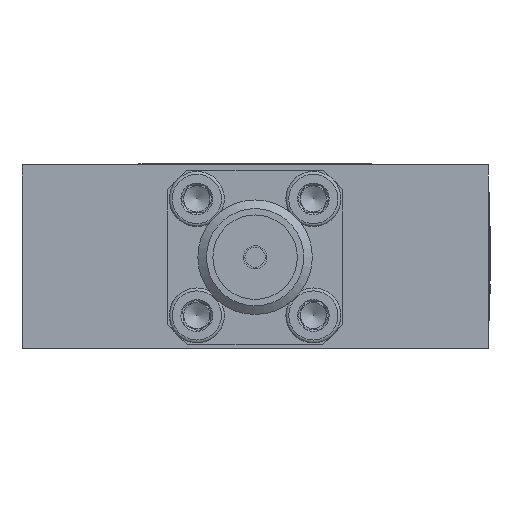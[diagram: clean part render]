
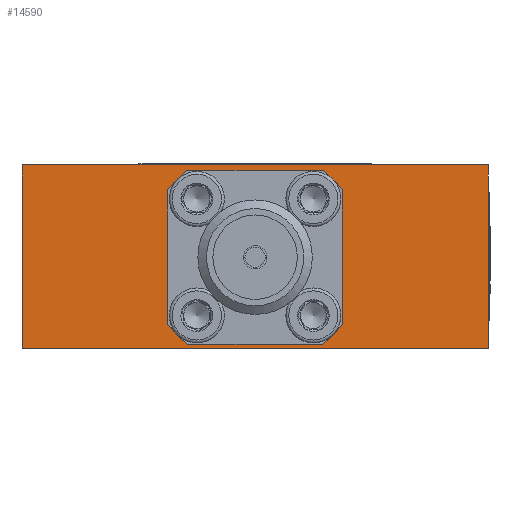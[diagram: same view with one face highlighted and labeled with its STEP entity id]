
A CAD part, left-side view. The second image highlights one B-rep face of the part: STEP entity #14590.
In plain terms, the highlighted planar face has unit normal (-1, 0, 0).
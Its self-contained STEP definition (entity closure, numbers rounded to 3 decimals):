
#134 = VERTEX_POINT ( 'NONE', #31776 ) ;
#567 = CARTESIAN_POINT ( 'NONE',  ( -12.7, -4.75, -5.091 ) ) ;
#1558 = VECTOR ( 'NONE', #17638, 1000. ) ;
#1899 = DIRECTION ( 'NONE',  ( 1., 0., 0. ) ) ;
#2342 = VERTEX_POINT ( 'NONE', #15252 ) ;
#2407 = CARTESIAN_POINT ( 'NONE',  ( -12.7, -12.7, -6.4 ) ) ;
#3420 = CARTESIAN_POINT ( 'NONE',  ( -12.7, -4.75, 2.241 ) ) ;
#4049 = DIRECTION ( 'NONE',  ( 1., 0., 0. ) ) ;
#4088 = DIRECTION ( 'NONE',  ( 0., -1., 0. ) ) ;
#4190 = AXIS2_PLACEMENT_3D ( 'NONE', #22587, #4049, #25666 ) ;
#5075 = DIRECTION ( 'NONE',  ( 0., 0., 1. ) ) ;
#5325 = LINE ( 'NONE', #10208, #37194 ) ;
#5699 = VERTEX_POINT ( 'NONE', #14377 ) ;
#5767 = VECTOR ( 'NONE', #13641, 1000. ) ;
#5772 = EDGE_CURVE ( 'NONE', #134, #14449, #15701, .T. ) ;
#6326 = ORIENTED_EDGE ( 'NONE', *, *, #27094, .T. ) ;
#6938 = EDGE_CURVE ( 'NONE', #2342, #38945, #28765, .T. ) ;
#8215 = DIRECTION ( 'NONE',  ( 0., 1., 0. ) ) ;
#8703 = FACE_OUTER_BOUND ( 'NONE', #29777, .T. ) ;
#8868 = FACE_BOUND ( 'NONE', #36276, .T. ) ;
#9312 = CARTESIAN_POINT ( 'NONE',  ( -12.7, 0., -1.425 ) ) ;
#9423 = VECTOR ( 'NONE', #4088, 1000. ) ;
#9873 = LINE ( 'NONE', #28582, #9423 ) ;
#9948 = DIRECTION ( 'NONE',  ( 1., 0., 0. ) ) ;
#10208 = CARTESIAN_POINT ( 'NONE',  ( -12.7, -12.7, -6.4 ) ) ;
#10315 = CARTESIAN_POINT ( 'NONE',  ( -12.7, 12.7, 3.6 ) ) ;
#10552 = CARTESIAN_POINT ( 'NONE',  ( -12.7, -4.75, -6.4 ) ) ;
#11233 = EDGE_CURVE ( 'NONE', #11811, #35799, #24977, .T. ) ;
#11488 = VECTOR ( 'NONE', #8215, 1000. ) ;
#11672 = VERTEX_POINT ( 'NONE', #39387 ) ;
#11811 = VERTEX_POINT ( 'NONE', #36922 ) ;
#11832 = VECTOR ( 'NONE', #5075, 1000. ) ;
#12428 = DIRECTION ( 'NONE',  ( 0., 1., 0. ) ) ;
#12964 = AXIS2_PLACEMENT_3D ( 'NONE', #39036, #14579, #36025 ) ;
#13049 = ORIENTED_EDGE ( 'NONE', *, *, #30258, .F. ) ;
#13641 = DIRECTION ( 'NONE',  ( 0., 0., -1. ) ) ;
#14377 = CARTESIAN_POINT ( 'NONE',  ( -12.7, 3.666, -6.175 ) ) ;
#14449 = VERTEX_POINT ( 'NONE', #10315 ) ;
#14457 = EDGE_CURVE ( 'NONE', #134, #36003, #9873, .T. ) ;
#14579 = DIRECTION ( 'NONE',  ( -1., 0., 0. ) ) ;
#14590 = ADVANCED_FACE ( 'NONE', ( #8868, #8703 ), #32864, .T. ) ;
#15252 = CARTESIAN_POINT ( 'NONE',  ( -12.7, 4.75, -5.091 ) ) ;
#15533 = CARTESIAN_POINT ( 'NONE',  ( -12.7, 3.666, 3.325 ) ) ;
#15701 = LINE ( 'NONE', #23737, #11832 ) ;
#16183 = ORIENTED_EDGE ( 'NONE', *, *, #23402, .T. ) ;
#16431 = AXIS2_PLACEMENT_3D ( 'NONE', #28222, #9948, #31323 ) ;
#16462 = CARTESIAN_POINT ( 'NONE',  ( -12.7, 12.7, 3.325 ) ) ;
#17638 = DIRECTION ( 'NONE',  ( 0., 1., 0. ) ) ;
#18161 = LINE ( 'NONE', #20851, #1558 ) ;
#18610 = VERTEX_POINT ( 'NONE', #15533 ) ;
#19399 = EDGE_CURVE ( 'NONE', #38945, #18610, #32763, .T. ) ;
#20033 = VERTEX_POINT ( 'NONE', #567 ) ;
#20469 = VERTEX_POINT ( 'NONE', #22526 ) ;
#20535 = CARTESIAN_POINT ( 'NONE',  ( -12.7, 0., -1.425 ) ) ;
#20851 = CARTESIAN_POINT ( 'NONE',  ( -12.7, 12.7, 3.6 ) ) ;
#20853 = ORIENTED_EDGE ( 'NONE', *, *, #34016, .T. ) ;
#22225 = VECTOR ( 'NONE', #28824, 1000. ) ;
#22526 = CARTESIAN_POINT ( 'NONE',  ( -12.7, -3.666, -6.175 ) ) ;
#22587 = CARTESIAN_POINT ( 'NONE',  ( -12.7, 0., -1.425 ) ) ;
#23049 = ORIENTED_EDGE ( 'NONE', *, *, #5772, .F. ) ;
#23402 = EDGE_CURVE ( 'NONE', #5699, #2342, #32203, .T. ) ;
#23602 = DIRECTION ( 'NONE',  ( 0., 1., 0. ) ) ;
#23737 = CARTESIAN_POINT ( 'NONE',  ( -12.7, 12.7, -6.4 ) ) ;
#23796 = ORIENTED_EDGE ( 'NONE', *, *, #14457, .T. ) ;
#24977 = CIRCLE ( 'NONE', #25961, 6. ) ;
#25666 = DIRECTION ( 'NONE',  ( 0., 1., 0. ) ) ;
#25961 = AXIS2_PLACEMENT_3D ( 'NONE', #9312, #30729, #12428 ) ;
#26289 = DIRECTION ( 'NONE',  ( 0., 0., 1. ) ) ;
#27094 = EDGE_CURVE ( 'NONE', #11672, #14449, #18161, .T. ) ;
#28222 = CARTESIAN_POINT ( 'NONE',  ( -12.7, 0., -1.425 ) ) ;
#28367 = AXIS2_PLACEMENT_3D ( 'NONE', #20535, #1899, #23602 ) ;
#28582 = CARTESIAN_POINT ( 'NONE',  ( -12.7, -12.7, -6.4 ) ) ;
#28674 = VECTOR ( 'NONE', #26289, 1000. ) ;
#28765 = LINE ( 'NONE', #32305, #28674 ) ;
#28824 = DIRECTION ( 'NONE',  ( 0., -1., 0. ) ) ;
#29777 = EDGE_LOOP ( 'NONE', ( #13049, #6326, #23049, #23796 ) ) ;
#30258 = EDGE_CURVE ( 'NONE', #11672, #36003, #5325, .T. ) ;
#30336 = LINE ( 'NONE', #16462, #22225 ) ;
#30729 = DIRECTION ( 'NONE',  ( 1., 0., 0. ) ) ;
#30997 = ORIENTED_EDGE ( 'NONE', *, *, #11233, .T. ) ;
#31323 = DIRECTION ( 'NONE',  ( 0., 1., 0. ) ) ;
#31572 = DIRECTION ( 'NONE',  ( 0., 0., -1. ) ) ;
#31686 = CARTESIAN_POINT ( 'NONE',  ( -12.7, 4.75, 2.241 ) ) ;
#31708 = EDGE_CURVE ( 'NONE', #20033, #20469, #39217, .T. ) ;
#31745 = ORIENTED_EDGE ( 'NONE', *, *, #19399, .T. ) ;
#31776 = CARTESIAN_POINT ( 'NONE',  ( -12.7, 12.7, -6.4 ) ) ;
#32203 = CIRCLE ( 'NONE', #4190, 6. ) ;
#32305 = CARTESIAN_POINT ( 'NONE',  ( -12.7, 4.75, -6.4 ) ) ;
#32439 = ORIENTED_EDGE ( 'NONE', *, *, #34020, .T. ) ;
#32469 = ORIENTED_EDGE ( 'NONE', *, *, #6938, .T. ) ;
#32763 = CIRCLE ( 'NONE', #28367, 6. ) ;
#32864 = PLANE ( 'NONE',  #12964 ) ;
#33875 = ORIENTED_EDGE ( 'NONE', *, *, #31708, .T. ) ;
#34016 = EDGE_CURVE ( 'NONE', #18610, #11811, #30336, .T. ) ;
#34020 = EDGE_CURVE ( 'NONE', #35799, #20033, #38612, .T. ) ;
#35759 = CARTESIAN_POINT ( 'NONE',  ( -12.7, 12.7, -6.175 ) ) ;
#35799 = VERTEX_POINT ( 'NONE', #3420 ) ;
#36003 = VERTEX_POINT ( 'NONE', #2407 ) ;
#36025 = DIRECTION ( 'NONE',  ( 0., -1., 0. ) ) ;
#36276 = EDGE_LOOP ( 'NONE', ( #33875, #36875, #16183, #32469, #31745, #20853, #30997, #32439 ) ) ;
#36875 = ORIENTED_EDGE ( 'NONE', *, *, #39059, .T. ) ;
#36922 = CARTESIAN_POINT ( 'NONE',  ( -12.7, -3.666, 3.325 ) ) ;
#36925 = LINE ( 'NONE', #35759, #11488 ) ;
#37194 = VECTOR ( 'NONE', #31572, 1000. ) ;
#38612 = LINE ( 'NONE', #10552, #5767 ) ;
#38945 = VERTEX_POINT ( 'NONE', #31686 ) ;
#39036 = CARTESIAN_POINT ( 'NONE',  ( -12.7, 12.7, -6.4 ) ) ;
#39059 = EDGE_CURVE ( 'NONE', #20469, #5699, #36925, .T. ) ;
#39217 = CIRCLE ( 'NONE', #16431, 6. ) ;
#39387 = CARTESIAN_POINT ( 'NONE',  ( -12.7, -12.7, 3.6 ) ) ;
